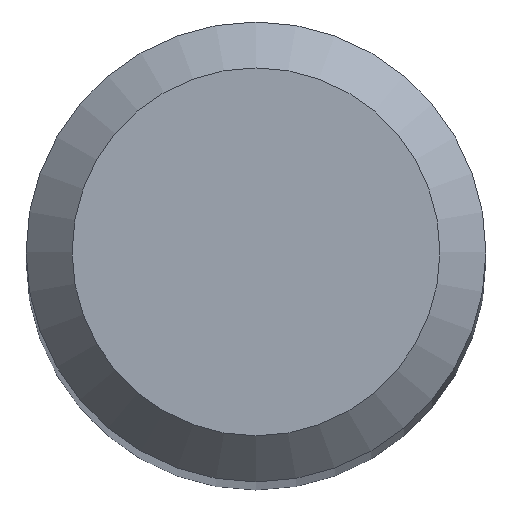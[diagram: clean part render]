
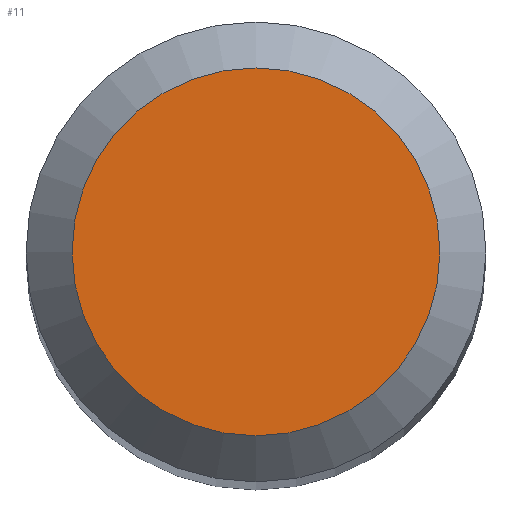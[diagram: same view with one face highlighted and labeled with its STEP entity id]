
A CAD part, top view. The second image highlights one B-rep face of the part: STEP entity #11.
In plain terms, the highlighted planar face has unit normal (0, 0, 1).
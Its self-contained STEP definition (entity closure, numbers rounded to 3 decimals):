
#7 = DIRECTION ( 'NONE',  ( 0., 0., -1. ) ) ;
#11 = ADVANCED_FACE ( 'NONE', ( #114 ), #183, .F. ) ;
#39 = VERTEX_POINT ( 'NONE', #41 ) ;
#41 = CARTESIAN_POINT ( 'NONE',  ( 0., 1.2, 38. ) ) ;
#53 = DIRECTION ( 'NONE',  ( 0., 1., 0. ) ) ;
#74 = AXIS2_PLACEMENT_3D ( 'NONE', #163, #194, #53 ) ;
#77 = EDGE_LOOP ( 'NONE', ( #123 ) ) ;
#95 = CARTESIAN_POINT ( 'NONE',  ( 0., 0., 38. ) ) ;
#108 = EDGE_CURVE ( 'NONE', #39, #39, #205, .T. ) ;
#111 = DIRECTION ( 'NONE',  ( 0., 1., 0. ) ) ;
#114 = FACE_OUTER_BOUND ( 'NONE', #77, .T. ) ;
#123 = ORIENTED_EDGE ( 'NONE', *, *, #108, .F. ) ;
#125 = AXIS2_PLACEMENT_3D ( 'NONE', #95, #7, #111 ) ;
#163 = CARTESIAN_POINT ( 'NONE',  ( 0., 0., 38. ) ) ;
#183 = PLANE ( 'NONE',  #125 ) ;
#194 = DIRECTION ( 'NONE',  ( 0., 0., -1. ) ) ;
#205 = CIRCLE ( 'NONE', #74, 1.2 ) ;
